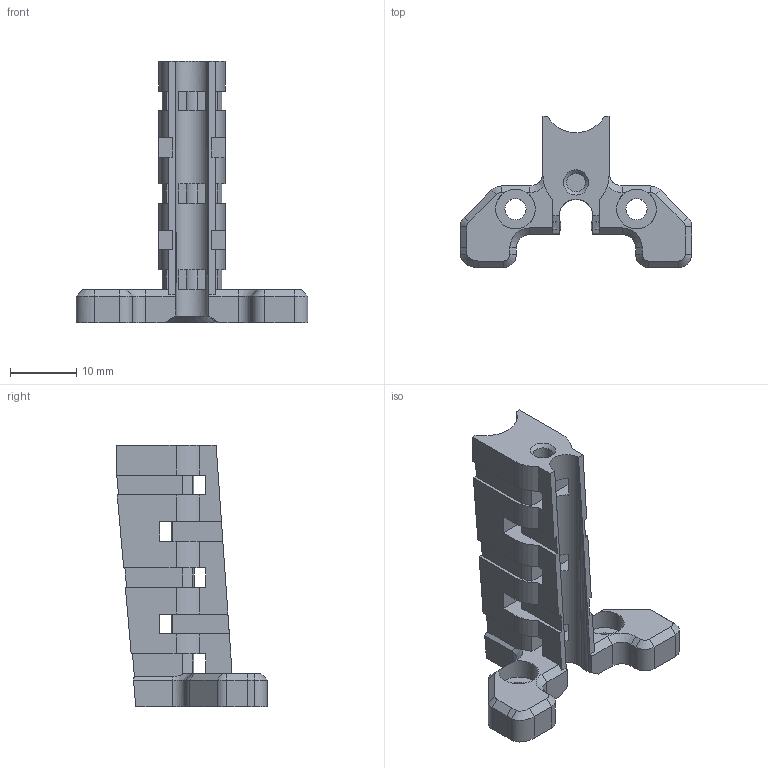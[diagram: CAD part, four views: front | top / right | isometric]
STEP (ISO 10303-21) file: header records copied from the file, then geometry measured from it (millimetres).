
FILE_DESCRIPTION(/* description */ (''),/* implementation_level */ '2;1');
FILE_NAME(/* name */ 'cable-holder.step',/* time_stamp */ '2023-01-14T09:58:55+07:00',/* author */ (''),/* organization */ (''),/* preprocessor_version */ 'ST-DEVELOPER v19.2',/* originating_system */ 'Autodesk Translation Framework v11.17.0.187',/* authorisation */ '');
FILE_SCHEMA (('AUTOMOTIVE_DESIGN { 1 0 10303 214 3 1 1 }'));
Length unit declared in the file: millimetre
Products named in the file (1): Cable Holder
Bounding box: 35 x 22.82 x 39.5 mm (x, y, z)
Volume: 4412.7 mm3; surface area: 3895.8 mm2
Topology: 1 solids, 1 shells, 167 faces, 502 edges, 325 vertices
Faces by surface type: plane 101, cylinder 41, bspline 14, cone 11
Full cylindrical faces by diameter (mm): 2.802 x1, 3.2 x2, 6 x2
Entity records: 6042 total; most frequent: CARTESIAN_POINT 1478, ORIENTED_EDGE 1004, DIRECTION 887, EDGE_CURVE 502, LINE 347, VECTOR 347, VERTEX_POINT 325, AXIS2_PLACEMENT_3D 270
